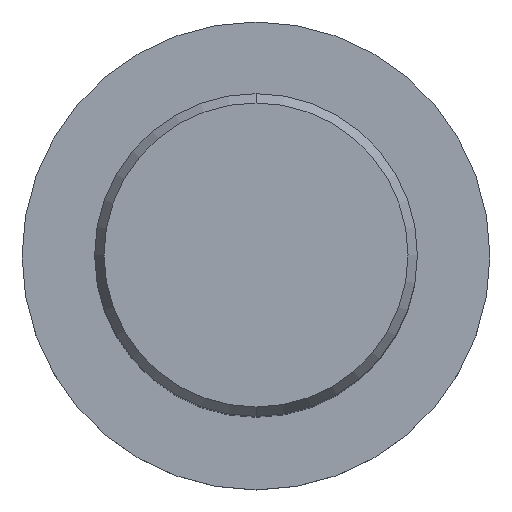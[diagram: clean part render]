
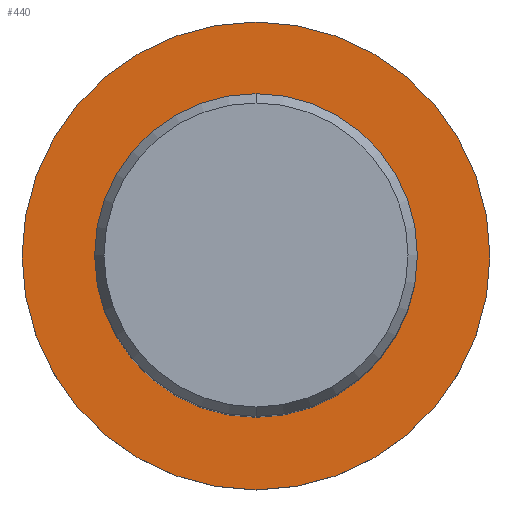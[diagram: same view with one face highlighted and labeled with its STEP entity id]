
A CAD part, top view. The second image highlights one B-rep face of the part: STEP entity #440.
In plain terms, the highlighted planar face has unit normal (0, 0, 1).
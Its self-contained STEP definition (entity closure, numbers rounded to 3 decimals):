
#224=VERTEX_POINT('',#562);
#272=VERTEX_POINT('',#613);
#330=EDGE_CURVE('',#382,#272,#677,.T.);
#348=EDGE_CURVE('',#272,#382,#698,.T.);
#382=VERTEX_POINT('',#735);
#440=ADVANCED_FACE('',(#796,#797),#798,.T.);
#442=EDGE_CURVE('',#464,#224,#800,.T.);
#464=VERTEX_POINT('',#825);
#474=EDGE_CURVE('',#224,#464,#835,.T.);
#562=CARTESIAN_POINT('',(0.,-29.0,-70.0));
#613=CARTESIAN_POINT('',(0.0,20.0,-70.0));
#677=CIRCLE('',#1178,20.0);
#698=CIRCLE('',#1229,20.0);
#735=CARTESIAN_POINT('',(0.,-20.0,-70.0));
#796=FACE_BOUND('',#1446,.T.);
#797=FACE_OUTER_BOUND('',#1447,.T.);
#798=PLANE('',#1448);
#800=CIRCLE('',#1451,29.0);
#825=CARTESIAN_POINT('',(0.0,29.0,-70.0));
#835=CIRCLE('',#1558,29.0);
#1178=AXIS2_PLACEMENT_3D('',#1793,#1794,#1795);
#1229=AXIS2_PLACEMENT_3D('',#1826,#1827,#1828);
#1446=EDGE_LOOP('',(#1916,#1917));
#1447=EDGE_LOOP('',(#1918,#1919));
#1448=AXIS2_PLACEMENT_3D('',#1920,#1921,#1922);
#1451=AXIS2_PLACEMENT_3D('',#1923,#1924,#1925);
#1558=AXIS2_PLACEMENT_3D('',#1956,#1957,#1958);
#1793=CARTESIAN_POINT('',(0.0,0.0,-70.0));
#1794=DIRECTION('',(-0.0,0.0,-1.0));
#1795=DIRECTION('',(0.0,1.0,0.0));
#1826=CARTESIAN_POINT('',(0.0,0.0,-70.0));
#1827=DIRECTION('',(-0.0,0.0,-1.0));
#1828=DIRECTION('',(0.0,1.0,0.0));
#1916=ORIENTED_EDGE('',*,*,#348,.T.);
#1917=ORIENTED_EDGE('',*,*,#330,.T.);
#1918=ORIENTED_EDGE('',*,*,#442,.F.);
#1919=ORIENTED_EDGE('',*,*,#474,.F.);
#1920=CARTESIAN_POINT('',(0.0,14.5,-70.0));
#1921=DIRECTION('',(-0.0,0.0,1.0));
#1922=DIRECTION('',(0.0,-1.0,0.0));
#1923=CARTESIAN_POINT('',(0.0,0.0,-70.0));
#1924=DIRECTION('',(0.0,0.0,-1.0));
#1925=DIRECTION('',(0.0,1.0,0.0));
#1956=CARTESIAN_POINT('',(0.0,0.0,-70.0));
#1957=DIRECTION('',(0.0,0.0,-1.0));
#1958=DIRECTION('',(0.0,1.0,0.0));
